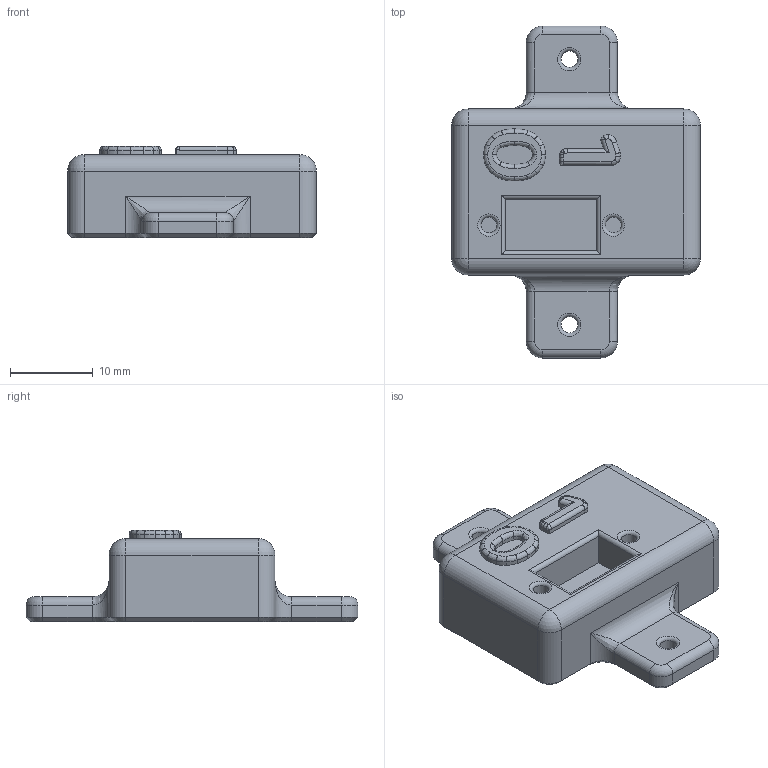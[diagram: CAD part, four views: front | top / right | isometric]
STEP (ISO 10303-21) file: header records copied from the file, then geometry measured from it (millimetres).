
FILE_DESCRIPTION(('FreeCAD Model'),'2;1');
FILE_NAME('PCBPrint_common_switch.step','2017-10-25T17:02:36',('Author'),(''), 'Open CASCADE STEP processor 6.8','FreeCAD','Unknown');
FILE_SCHEMA(('AUTOMOTIVE_DESIGN_CC2 { 1 2 10303 214 -1 1 5 4 }'));
Length unit declared in the file: millimetre
Products named in the file (1): Fusion001
Bounding box: 30 x 40 x 11 mm (x, y, z)
Volume: 4610.2 mm3; surface area: 3172.5 mm2
Topology: 1 solids, 1 shells, 204 faces, 476 edges, 270 vertices
Faces by surface type: plane 50, cylinder 44, bspline 39, extrusion 35, cone 18, torus 14, sphere 4
Full cylindrical faces by diameter (mm): 1.5 x3, 1.9 x2, 2 x2
Entity records: 15875 total; most frequent: CARTESIAN_POINT 5984, DIRECTION 1293, ORIENTED_EDGE 930, PCURVE 930, DEFINITIONAL_REPRESENTATION 930, VECTOR 796, LINE 761, EDGE_CURVE 465
